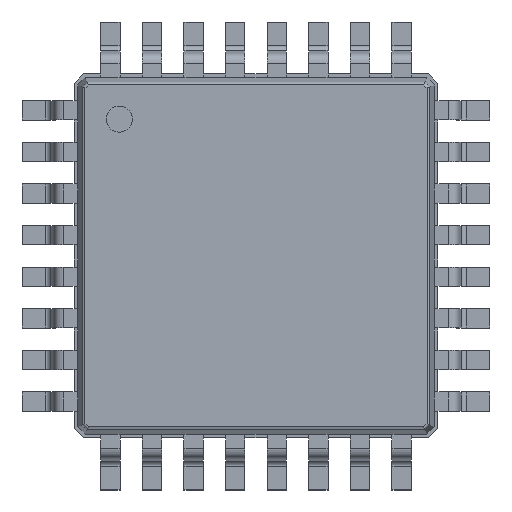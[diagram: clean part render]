
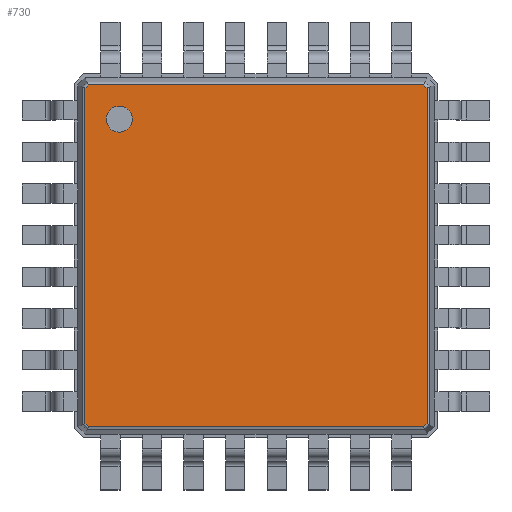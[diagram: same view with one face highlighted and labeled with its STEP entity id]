
A CAD part, top view. The second image highlights one B-rep face of the part: STEP entity #730.
In plain terms, the highlighted planar face has unit normal (0, 0, 1).
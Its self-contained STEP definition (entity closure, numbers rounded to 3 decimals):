
#43=CARTESIAN_POINT('',(-3.24,3.329,1.1));
#145=VERTEX_POINT('',#146);
#146=CARTESIAN_POINT('',(-3.224,3.289,1.1));
#162=ORIENTED_EDGE('',*,*,#163,.T.);
#163=EDGE_CURVE('',#145,#164,#166,.T.);
#164=VERTEX_POINT('',#165);
#165=CARTESIAN_POINT('',(3.224,3.289,1.1));
#166=B_SPLINE_CURVE_WITH_KNOTS('',2,(#167,#168,#169,#170,#171),.UNSPECIFIED.,.F.,.F.,(3,1,1,3),(-0.358,-0.04,6.52,6.837),.UNSPECIFIED.);
#167=CARTESIAN_POINT('',(-3.597,3.289,1.1));
#168=CARTESIAN_POINT('',(-3.439,3.289,1.1));
#169=CARTESIAN_POINT('',(0.,3.289,1.1));
#170=CARTESIAN_POINT('',(3.439,3.289,1.1));
#171=CARTESIAN_POINT('',(3.597,3.289,1.1));
#273=DIRECTION('',(0.,0.,-1.));
#538=DIRECTION('',(0.,-1.,0.));
#660=ORIENTED_EDGE('',*,*,#661,.T.);
#661=EDGE_CURVE('',#164,#662,#664,.T.);
#662=VERTEX_POINT('',#663);
#663=CARTESIAN_POINT('',(3.289,3.224,1.1));
#664=B_SPLINE_CURVE_WITH_KNOTS('',2,(#665,#666,#667,#668,#669),.UNSPECIFIED.,.F.,.F.,(3,1,1,3),(-0.163,-0.04,0.167,0.29),.UNSPECIFIED.);
#665=CARTESIAN_POINT('',(3.096,3.416,1.1));
#666=CARTESIAN_POINT('',(3.14,3.373,1.1));
#667=CARTESIAN_POINT('',(3.256,3.256,1.1));
#668=CARTESIAN_POINT('',(3.373,3.14,1.1));
#669=CARTESIAN_POINT('',(3.416,3.096,1.1));
#698=VERTEX_POINT('',#699);
#699=CARTESIAN_POINT('',(-3.289,3.224,1.1));
#715=ORIENTED_EDGE('',*,*,#716,.T.);
#716=EDGE_CURVE('',#698,#145,#717,.T.);
#717=B_SPLINE_CURVE_WITH_KNOTS('',2,(#718,#719,#720,#721,#722),.UNSPECIFIED.,.F.,.F.,(3,1,1,3),(-0.163,-0.04,0.167,0.29),.UNSPECIFIED.);
#718=CARTESIAN_POINT('',(-3.416,3.096,1.1));
#719=CARTESIAN_POINT('',(-3.373,3.14,1.1));
#720=CARTESIAN_POINT('',(-3.256,3.256,1.1));
#721=CARTESIAN_POINT('',(-3.14,3.373,1.1));
#722=CARTESIAN_POINT('',(-3.096,3.416,1.1));
#730=ADVANCED_FACE('',(#731,#781),#791,.F.);
#731=FACE_BOUND('',#732,.F.);
#732=EDGE_LOOP('',(#162,#660,#733,#743,#753,#763,#773,#715));
#733=ORIENTED_EDGE('',*,*,#734,.T.);
#734=EDGE_CURVE('',#662,#735,#737,.T.);
#735=VERTEX_POINT('',#736);
#736=CARTESIAN_POINT('',(3.289,-3.224,1.1));
#737=B_SPLINE_CURVE_WITH_KNOTS('',2,(#738,#739,#740,#741,#742),.UNSPECIFIED.,.F.,.F.,(3,1,1,3),(-0.358,-0.04,6.52,6.837),.UNSPECIFIED.);
#738=CARTESIAN_POINT('',(3.289,3.597,1.1));
#739=CARTESIAN_POINT('',(3.289,3.439,1.1));
#740=CARTESIAN_POINT('',(3.289,0.,1.1));
#741=CARTESIAN_POINT('',(3.289,-3.439,1.1));
#742=CARTESIAN_POINT('',(3.289,-3.597,1.1));
#743=ORIENTED_EDGE('',*,*,#744,.T.);
#744=EDGE_CURVE('',#735,#745,#747,.T.);
#745=VERTEX_POINT('',#746);
#746=CARTESIAN_POINT('',(3.224,-3.289,1.1));
#747=B_SPLINE_CURVE_WITH_KNOTS('',2,(#748,#749,#750,#751,#752),.UNSPECIFIED.,.F.,.F.,(3,1,1,3),(-0.163,-0.04,0.167,0.29),.UNSPECIFIED.);
#748=CARTESIAN_POINT('',(3.416,-3.096,1.1));
#749=CARTESIAN_POINT('',(3.373,-3.14,1.1));
#750=CARTESIAN_POINT('',(3.256,-3.256,1.1));
#751=CARTESIAN_POINT('',(3.14,-3.373,1.1));
#752=CARTESIAN_POINT('',(3.096,-3.416,1.1));
#753=ORIENTED_EDGE('',*,*,#754,.T.);
#754=EDGE_CURVE('',#745,#755,#757,.T.);
#755=VERTEX_POINT('',#756);
#756=CARTESIAN_POINT('',(-3.224,-3.289,1.1));
#757=B_SPLINE_CURVE_WITH_KNOTS('',2,(#758,#759,#760,#761,#762),.UNSPECIFIED.,.F.,.F.,(3,1,1,3),(-0.358,-0.04,6.52,6.837),.UNSPECIFIED.);
#758=CARTESIAN_POINT('',(3.597,-3.289,1.1));
#759=CARTESIAN_POINT('',(3.439,-3.289,1.1));
#760=CARTESIAN_POINT('',(0.,-3.289,1.1));
#761=CARTESIAN_POINT('',(-3.439,-3.289,1.1));
#762=CARTESIAN_POINT('',(-3.597,-3.289,1.1));
#763=ORIENTED_EDGE('',*,*,#764,.T.);
#764=EDGE_CURVE('',#755,#765,#767,.T.);
#765=VERTEX_POINT('',#766);
#766=CARTESIAN_POINT('',(-3.289,-3.224,1.1));
#767=B_SPLINE_CURVE_WITH_KNOTS('',2,(#768,#769,#770,#771,#772),.UNSPECIFIED.,.F.,.F.,(3,1,1,3),(-0.163,-0.04,0.167,0.29),.UNSPECIFIED.);
#768=CARTESIAN_POINT('',(-3.096,-3.416,1.1));
#769=CARTESIAN_POINT('',(-3.14,-3.373,1.1));
#770=CARTESIAN_POINT('',(-3.256,-3.256,1.1));
#771=CARTESIAN_POINT('',(-3.373,-3.14,1.1));
#772=CARTESIAN_POINT('',(-3.416,-3.096,1.1));
#773=ORIENTED_EDGE('',*,*,#774,.T.);
#774=EDGE_CURVE('',#765,#698,#775,.T.);
#775=B_SPLINE_CURVE_WITH_KNOTS('',2,(#776,#777,#778,#779,#780),.UNSPECIFIED.,.F.,.F.,(3,1,1,3),(-0.358,-0.04,6.52,6.837),.UNSPECIFIED.);
#776=CARTESIAN_POINT('',(-3.289,-3.597,1.1));
#777=CARTESIAN_POINT('',(-3.289,-3.439,1.1));
#778=CARTESIAN_POINT('',(-3.289,0.,1.1));
#779=CARTESIAN_POINT('',(-3.289,3.439,1.1));
#780=CARTESIAN_POINT('',(-3.289,3.597,1.1));
#781=FACE_BOUND('',#782,.F.);
#782=EDGE_LOOP('',(#783));
#783=ORIENTED_EDGE('',*,*,#784,.F.);
#784=EDGE_CURVE('',#785,#785,#787,.T.);
#785=VERTEX_POINT('',#786);
#786=CARTESIAN_POINT('',(-2.629,2.379,1.1));
#787=CIRCLE('',#788,0.25);
#788=AXIS2_PLACEMENT_3D('',#789,#790,#538);
#789=CARTESIAN_POINT('',(-2.629,2.629,1.1));
#790=DIRECTION('',(0.,-0.,-1.));
#791=PLANE('',#792);
#792=AXIS2_PLACEMENT_3D('',#43,#273,#793);
#793=DIRECTION('',(0.697,-0.717,0.));
